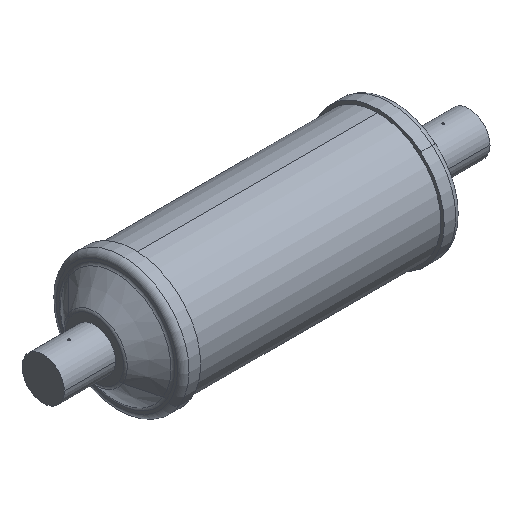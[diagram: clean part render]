
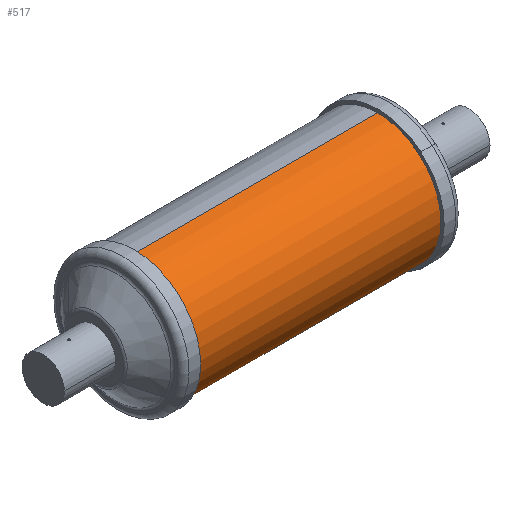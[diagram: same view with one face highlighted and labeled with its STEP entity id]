
A CAD part, isometric view. The second image highlights one B-rep face of the part: STEP entity #517.
In plain terms, the highlighted cylindrical face has radius 38.1 mm (diameter 76.2 mm), a partial arc.
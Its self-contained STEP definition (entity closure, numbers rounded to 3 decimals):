
#37 = CARTESIAN_POINT ( 'NONE',  ( 73.5, 0., 38.1 ) ) ;
#56 = VECTOR ( 'NONE', #846, 1000. ) ;
#59 = CARTESIAN_POINT ( 'NONE',  ( 73.5, 0., 0. ) ) ;
#70 = EDGE_CURVE ( 'NONE', #698, #350, #122, .T. ) ;
#75 = LINE ( 'NONE', #959, #665 ) ;
#76 = VERTEX_POINT ( 'NONE', #37 ) ;
#122 = LINE ( 'NONE', #486, #56 ) ;
#142 = AXIS2_PLACEMENT_3D ( 'NONE', #59, #1014, #182 ) ;
#182 = DIRECTION ( 'NONE',  ( 0., -1., 0. ) ) ;
#222 = DIRECTION ( 'NONE',  ( 0., 1., 0. ) ) ;
#316 = CARTESIAN_POINT ( 'NONE',  ( -73.5, 0., 0. ) ) ;
#350 = VERTEX_POINT ( 'NONE', #814 ) ;
#352 = ORIENTED_EDGE ( 'NONE', *, *, #646, .T. ) ;
#398 = CIRCLE ( 'NONE', #414, 38.1 ) ;
#413 = DIRECTION ( 'NONE',  ( 0., 0., 1. ) ) ;
#414 = AXIS2_PLACEMENT_3D ( 'NONE', #316, #935, #222 ) ;
#436 = AXIS2_PLACEMENT_3D ( 'NONE', #518, #685, #413 ) ;
#459 = CIRCLE ( 'NONE', #142, 38.1 ) ;
#486 = CARTESIAN_POINT ( 'NONE',  ( 82., 0., -38.1 ) ) ;
#517 = ADVANCED_FACE ( 'NONE', ( #879 ), #678, .T. ) ;
#518 = CARTESIAN_POINT ( 'NONE',  ( 82., 0., 0. ) ) ;
#602 = EDGE_CURVE ( 'NONE', #980, #350, #398, .T. ) ;
#608 = EDGE_LOOP ( 'NONE', ( #802, #352, #1050, #641 ) ) ;
#641 = ORIENTED_EDGE ( 'NONE', *, *, #602, .T. ) ;
#646 = EDGE_CURVE ( 'NONE', #698, #76, #459, .T. ) ;
#665 = VECTOR ( 'NONE', #687, 1000. ) ;
#678 = CYLINDRICAL_SURFACE ( 'NONE', #436, 38.1 ) ;
#685 = DIRECTION ( 'NONE',  ( -1., 0., 0. ) ) ;
#687 = DIRECTION ( 'NONE',  ( -1., 0., 0. ) ) ;
#698 = VERTEX_POINT ( 'NONE', #975 ) ;
#799 = EDGE_CURVE ( 'NONE', #76, #980, #75, .T. ) ;
#802 = ORIENTED_EDGE ( 'NONE', *, *, #70, .F. ) ;
#814 = CARTESIAN_POINT ( 'NONE',  ( -73.5, 0., -38.1 ) ) ;
#846 = DIRECTION ( 'NONE',  ( -1., 0., 0. ) ) ;
#879 = FACE_OUTER_BOUND ( 'NONE', #608, .T. ) ;
#935 = DIRECTION ( 'NONE',  ( 1., 0., 0. ) ) ;
#959 = CARTESIAN_POINT ( 'NONE',  ( 82., 0., 38.1 ) ) ;
#975 = CARTESIAN_POINT ( 'NONE',  ( 73.5, 0., -38.1 ) ) ;
#980 = VERTEX_POINT ( 'NONE', #1070 ) ;
#1014 = DIRECTION ( 'NONE',  ( -1., 0., 0. ) ) ;
#1050 = ORIENTED_EDGE ( 'NONE', *, *, #799, .T. ) ;
#1070 = CARTESIAN_POINT ( 'NONE',  ( -73.5, 0., 38.1 ) ) ;
